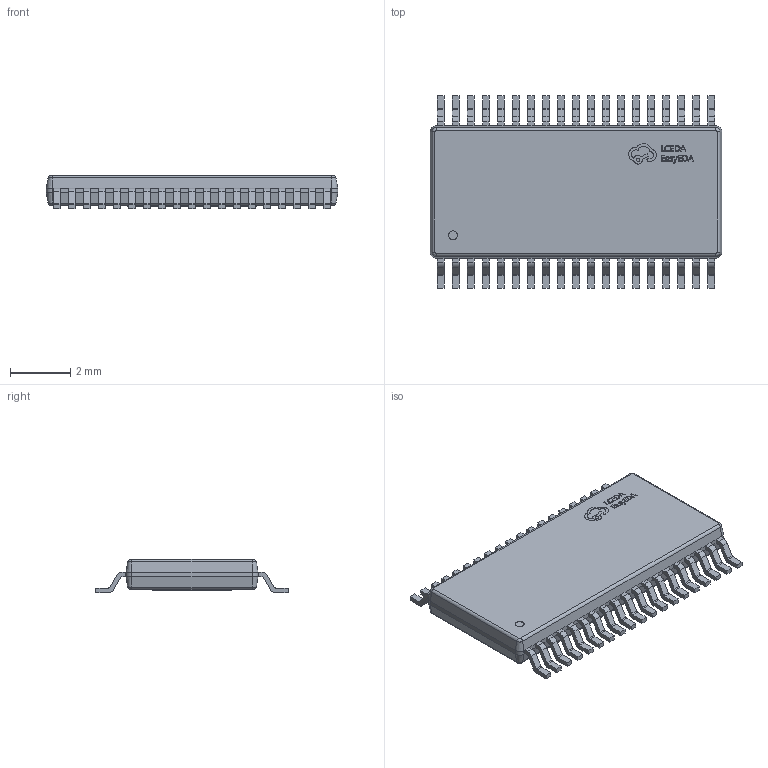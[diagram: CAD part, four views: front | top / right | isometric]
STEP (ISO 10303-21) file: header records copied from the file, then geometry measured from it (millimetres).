
FILE_DESCRIPTION (( 'STEP AP214' ), '1' );
FILE_NAME ('HTSSOP-38_L9.7-W4.4-P0.50-LS6.4-BL-EP.step', '2022-07-26T09:52:58', ( '' ), ( '' ), 'SwSTEP 2.0', 'SolidWorks 2020', '' );
FILE_SCHEMA (( 'AUTOMOTIVE_DESIGN' ));
Length unit declared in the file: millimetre
Products named in the file (1): HTSSOP-38_L9.7-W4.4-P0.50-LS6.4-BL-EP
Bounding box: 9.7 x 6.4 x 1.1 mm (x, y, z)
Volume: 43.5 mm3; surface area: 144.8 mm2
Topology: 14 solids, 14 shells, 876 faces, 2333 edges, 1494 vertices
Faces by surface type: plane 578, cylinder 170, bspline 112, cone 8, torus 8
Entity records: 37257 total; most frequent: CARTESIAN_POINT 6808, ORIENTED_EDGE 4666, DIRECTION 3991, EDGE_CURVE 2333, VECTOR 1749, LINE 1749, VERTEX_POINT 1494, AXIS2_PLACEMENT_3D 1121
